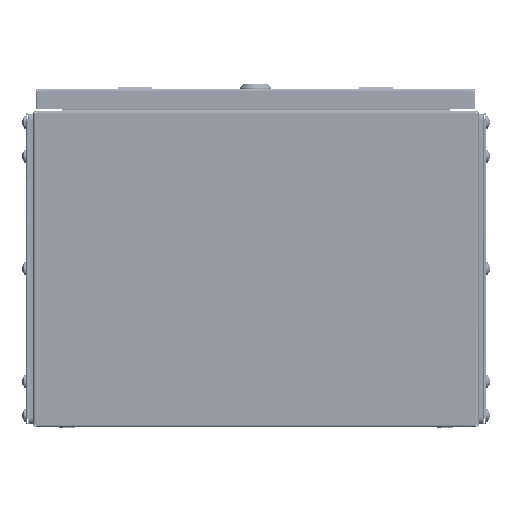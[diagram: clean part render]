
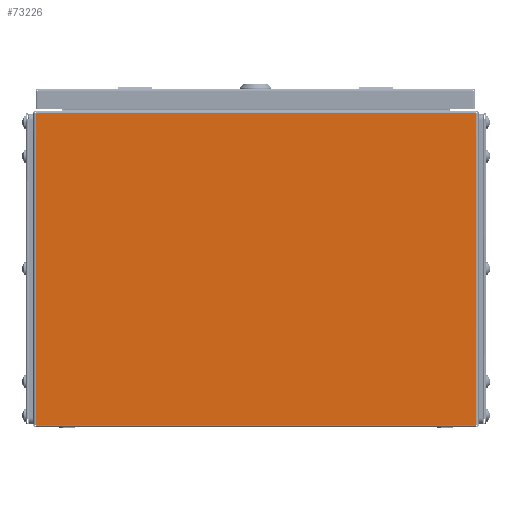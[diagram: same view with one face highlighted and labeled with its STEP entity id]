
A CAD part, left-side view. The second image highlights one B-rep face of the part: STEP entity #73226.
In plain terms, the highlighted planar face has unit normal (-1, 0, 0).
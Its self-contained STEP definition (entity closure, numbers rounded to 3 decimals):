
#1404 = VECTOR ( 'NONE', #16846, 1000. ) ;
#4861 = LINE ( 'NONE', #30825, #29131 ) ;
#13765 = VERTEX_POINT ( 'NONE', #53959 ) ;
#14349 = DIRECTION ( 'NONE',  ( 0., 0., -1. ) ) ;
#16846 = DIRECTION ( 'NONE',  ( 0., 0., 1. ) ) ;
#20456 = CARTESIAN_POINT ( 'NONE',  ( -150., 195.5, 1. ) ) ;
#21582 = DIRECTION ( 'NONE',  ( 0., 1., 0. ) ) ;
#25175 = PLANE ( 'NONE',  #69912 ) ;
#29131 = VECTOR ( 'NONE', #64720, 1000. ) ;
#30825 = CARTESIAN_POINT ( 'NONE',  ( -150., -195.5, 277.5 ) ) ;
#44195 = VERTEX_POINT ( 'NONE', #48544 ) ;
#45803 = FACE_OUTER_BOUND ( 'NONE', #62712, .T. ) ;
#46676 = EDGE_CURVE ( 'NONE', #74233, #44195, #4861, .T. ) ;
#48544 = CARTESIAN_POINT ( 'NONE',  ( -150., 195.5, 277.5 ) ) ;
#53464 = ORIENTED_EDGE ( 'NONE', *, *, #46676, .T. ) ;
#53959 = CARTESIAN_POINT ( 'NONE',  ( -150., -195.5, 1. ) ) ;
#55910 = LINE ( 'NONE', #56351, #68936 ) ;
#56351 = CARTESIAN_POINT ( 'NONE',  ( -150., 195.5, 1. ) ) ;
#56862 = CARTESIAN_POINT ( 'NONE',  ( -150., -195.5, 0. ) ) ;
#58475 = VERTEX_POINT ( 'NONE', #20456 ) ;
#59394 = EDGE_CURVE ( 'NONE', #13765, #74233, #77128, .T. ) ;
#59748 = EDGE_CURVE ( 'NONE', #13765, #58475, #55910, .T. ) ;
#59896 = DIRECTION ( 'NONE',  ( 0., 0., -1. ) ) ;
#62394 = ORIENTED_EDGE ( 'NONE', *, *, #59394, .T. ) ;
#62712 = EDGE_LOOP ( 'NONE', ( #53464, #83615, #67167, #62394 ) ) ;
#64720 = DIRECTION ( 'NONE',  ( 0., 1., 0. ) ) ;
#67061 = VECTOR ( 'NONE', #14349, 1000. ) ;
#67167 = ORIENTED_EDGE ( 'NONE', *, *, #59748, .F. ) ;
#68936 = VECTOR ( 'NONE', #21582, 1000. ) ;
#69878 = EDGE_CURVE ( 'NONE', #44195, #58475, #81233, .T. ) ;
#69912 = AXIS2_PLACEMENT_3D ( 'NONE', #86296, #78866, #59896 ) ;
#73226 = ADVANCED_FACE ( 'NONE', ( #45803 ), #25175, .F. ) ;
#74233 = VERTEX_POINT ( 'NONE', #75980 ) ;
#74633 = CARTESIAN_POINT ( 'NONE',  ( -150., 195.5, 0. ) ) ;
#75980 = CARTESIAN_POINT ( 'NONE',  ( -150., -195.5, 277.5 ) ) ;
#77128 = LINE ( 'NONE', #56862, #1404 ) ;
#78866 = DIRECTION ( 'NONE',  ( 1., 0., 0. ) ) ;
#81233 = LINE ( 'NONE', #74633, #67061 ) ;
#83615 = ORIENTED_EDGE ( 'NONE', *, *, #69878, .T. ) ;
#86296 = CARTESIAN_POINT ( 'NONE',  ( -150., 0., 0. ) ) ;
